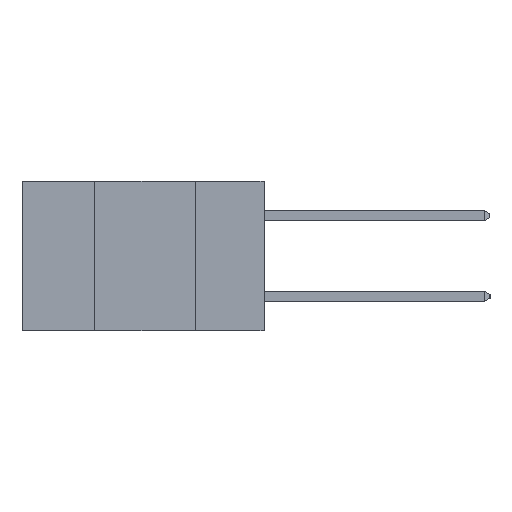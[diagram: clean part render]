
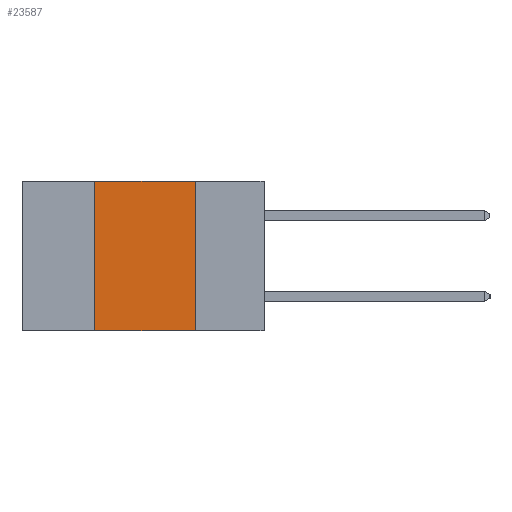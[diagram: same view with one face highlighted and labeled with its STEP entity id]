
A CAD part, left-side view. The second image highlights one B-rep face of the part: STEP entity #23587.
In plain terms, the highlighted planar face has unit normal (-1, 0, 0).
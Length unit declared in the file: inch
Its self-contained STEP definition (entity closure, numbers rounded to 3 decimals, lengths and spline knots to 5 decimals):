
#205 = ORIENTED_EDGE ( 'NONE', *, *, #23015, .F. ) ;
#715 = EDGE_CURVE ( 'NONE', #7418, #21083, #23828, .T. ) ;
#875 = EDGE_LOOP ( 'NONE', ( #5776, #14010, #205, #18095 ) ) ;
#1039 = CARTESIAN_POINT ( 'NONE',  ( 0., 0.6, 0. ) ) ;
#1353 = CARTESIAN_POINT ( 'NONE',  ( 0., 0.42, -0.37 ) ) ;
#1632 = VECTOR ( 'NONE', #20287, 39.37008 ) ;
#2110 = DIRECTION ( 'NONE',  ( 0., -1., 0. ) ) ;
#2819 = VECTOR ( 'NONE', #2110, 39.37008 ) ;
#4437 = VECTOR ( 'NONE', #10377, 39.37008 ) ;
#5072 = LINE ( 'NONE', #10284, #4437 ) ;
#5483 = VERTEX_POINT ( 'NONE', #15331 ) ;
#5776 = ORIENTED_EDGE ( 'NONE', *, *, #715, .F. ) ;
#7336 = DIRECTION ( 'NONE',  ( 0., 0., -1. ) ) ;
#7418 = VERTEX_POINT ( 'NONE', #22959 ) ;
#9697 = VERTEX_POINT ( 'NONE', #11483 ) ;
#10284 = CARTESIAN_POINT ( 'NONE',  ( 0., 0.6, -0.37 ) ) ;
#10377 = DIRECTION ( 'NONE',  ( 0., -1., 0. ) ) ;
#11483 = CARTESIAN_POINT ( 'NONE',  ( 0., 0.42, 0. ) ) ;
#12403 = CARTESIAN_POINT ( 'NONE',  ( 0., 0.6, 0. ) ) ;
#13018 = LINE ( 'NONE', #12403, #2819 ) ;
#13239 = PLANE ( 'NONE',  #18101 ) ;
#14010 = ORIENTED_EDGE ( 'NONE', *, *, #25590, .F. ) ;
#14717 = FACE_OUTER_BOUND ( 'NONE', #875, .T. ) ;
#15331 = CARTESIAN_POINT ( 'NONE',  ( 0., 0.42, -0.37 ) ) ;
#16674 = CARTESIAN_POINT ( 'NONE',  ( 0., 0.17, -0.37 ) ) ;
#17287 = VECTOR ( 'NONE', #21715, 39.37008 ) ;
#17567 = CARTESIAN_POINT ( 'NONE',  ( 0., 0.17, -0.37 ) ) ;
#17929 = LINE ( 'NONE', #1353, #17287 ) ;
#18095 = ORIENTED_EDGE ( 'NONE', *, *, #21681, .T. ) ;
#18101 = AXIS2_PLACEMENT_3D ( 'NONE', #1039, #19417, #7336 ) ;
#19417 = DIRECTION ( 'NONE',  ( 1., 0., 0. ) ) ;
#20287 = DIRECTION ( 'NONE',  ( 0., 0., -1. ) ) ;
#21083 = VERTEX_POINT ( 'NONE', #16674 ) ;
#21681 = EDGE_CURVE ( 'NONE', #5483, #21083, #5072, .T. ) ;
#21715 = DIRECTION ( 'NONE',  ( 0., 0., 1. ) ) ;
#22959 = CARTESIAN_POINT ( 'NONE',  ( 0., 0.17, 0. ) ) ;
#23015 = EDGE_CURVE ( 'NONE', #5483, #9697, #17929, .T. ) ;
#23587 = ADVANCED_FACE ( 'NONE', ( #14717 ), #13239, .F. ) ;
#23828 = LINE ( 'NONE', #17567, #1632 ) ;
#25590 = EDGE_CURVE ( 'NONE', #9697, #7418, #13018, .T. ) ;
